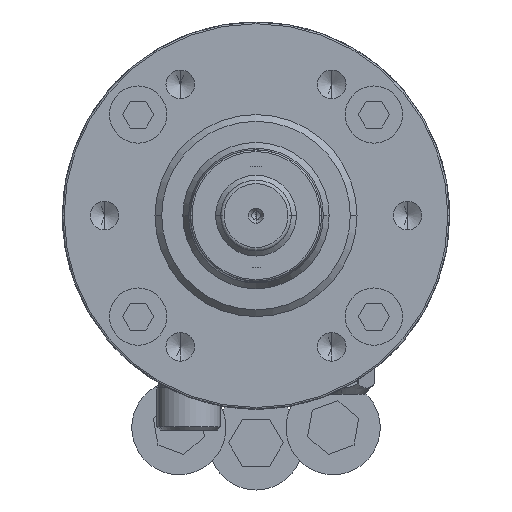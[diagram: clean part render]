
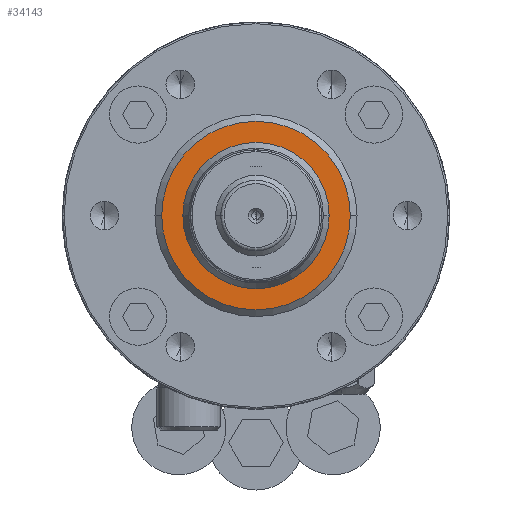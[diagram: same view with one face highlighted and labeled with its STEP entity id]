
A CAD part, front view. The second image highlights one B-rep face of the part: STEP entity #34143.
In plain terms, the highlighted planar face has unit normal (0, -1, 0).
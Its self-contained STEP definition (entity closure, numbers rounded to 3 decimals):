
#172 = ORIENTED_EDGE ( 'NONE', *, *, #17785, .T. ) ;
#2184 = DIRECTION ( 'NONE',  ( -1., 0., 0. ) ) ;
#2659 = EDGE_LOOP ( 'NONE', ( #15492, #172 ) ) ;
#4031 = CIRCLE ( 'NONE', #25839, 21.732 ) ;
#4060 = CARTESIAN_POINT ( 'NONE',  ( 0., -20., 0. ) ) ;
#4486 = CARTESIAN_POINT ( 'NONE',  ( 0., -20., 0. ) ) ;
#5922 = EDGE_CURVE ( 'NONE', #11126, #23622, #4031, .T. ) ;
#6397 = CARTESIAN_POINT ( 'NONE',  ( 0., -20., 0. ) ) ;
#7339 = AXIS2_PLACEMENT_3D ( 'NONE', #4060, #25194, #12238 ) ;
#7710 = DIRECTION ( 'NONE',  ( -1., 0., 0. ) ) ;
#8533 = EDGE_CURVE ( 'NONE', #23622, #11126, #29963, .T. ) ;
#9074 = DIRECTION ( 'NONE',  ( -1., 0., 0. ) ) ;
#9993 = CIRCLE ( 'NONE', #12693, 28. ) ;
#10212 = FACE_OUTER_BOUND ( 'NONE', #2659, .T. ) ;
#10242 = ORIENTED_EDGE ( 'NONE', *, *, #5922, .T. ) ;
#10341 = CARTESIAN_POINT ( 'NONE',  ( 30., -20., 0. ) ) ;
#11126 = VERTEX_POINT ( 'NONE', #15997 ) ;
#12238 = DIRECTION ( 'NONE',  ( -1., 0., 0. ) ) ;
#12693 = AXIS2_PLACEMENT_3D ( 'NONE', #6397, #16740, #9074 ) ;
#13115 = FACE_BOUND ( 'NONE', #22604, .T. ) ;
#14945 = DIRECTION ( 'NONE',  ( 0., 1., 0. ) ) ;
#15492 = ORIENTED_EDGE ( 'NONE', *, *, #17902, .T. ) ;
#15675 = PLANE ( 'NONE',  #31031 ) ;
#15997 = CARTESIAN_POINT ( 'NONE',  ( 21.732, -20., 0. ) ) ;
#16740 = DIRECTION ( 'NONE',  ( 0., -1., 0. ) ) ;
#17785 = EDGE_CURVE ( 'NONE', #21984, #17849, #9993, .T. ) ;
#17849 = VERTEX_POINT ( 'NONE', #20112 ) ;
#17902 = EDGE_CURVE ( 'NONE', #17849, #21984, #29405, .T. ) ;
#18112 = DIRECTION ( 'NONE',  ( 0., 1., 0. ) ) ;
#19141 = CARTESIAN_POINT ( 'NONE',  ( -21.732, -20., 0. ) ) ;
#20112 = CARTESIAN_POINT ( 'NONE',  ( -28., -20., 0. ) ) ;
#21984 = VERTEX_POINT ( 'NONE', #28782 ) ;
#22604 = EDGE_LOOP ( 'NONE', ( #32469, #10242 ) ) ;
#23622 = VERTEX_POINT ( 'NONE', #19141 ) ;
#25194 = DIRECTION ( 'NONE',  ( 0., -1., 0. ) ) ;
#25839 = AXIS2_PLACEMENT_3D ( 'NONE', #4486, #14945, #25844 ) ;
#25844 = DIRECTION ( 'NONE',  ( -1., 0., 0. ) ) ;
#26680 = DIRECTION ( 'NONE',  ( 0., 1., 0. ) ) ;
#27253 = AXIS2_PLACEMENT_3D ( 'NONE', #34254, #26680, #7710 ) ;
#28782 = CARTESIAN_POINT ( 'NONE',  ( 28., -20., 0. ) ) ;
#29405 = CIRCLE ( 'NONE', #7339, 28. ) ;
#29963 = CIRCLE ( 'NONE', #27253, 21.732 ) ;
#31031 = AXIS2_PLACEMENT_3D ( 'NONE', #10341, #18112, #2184 ) ;
#32469 = ORIENTED_EDGE ( 'NONE', *, *, #8533, .T. ) ;
#34143 = ADVANCED_FACE ( 'NONE', ( #10212, #13115 ), #15675, .F. ) ;
#34254 = CARTESIAN_POINT ( 'NONE',  ( 0., -20., 0. ) ) ;
